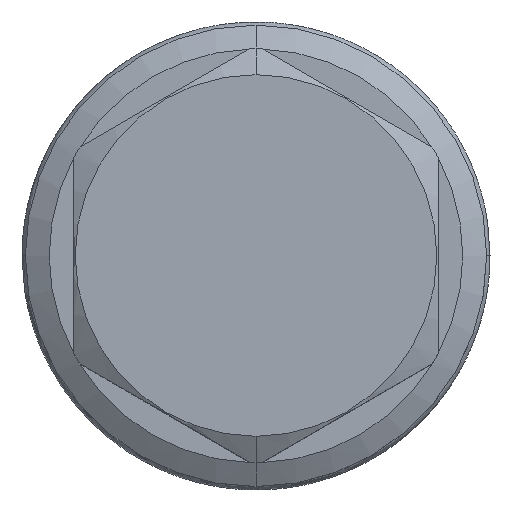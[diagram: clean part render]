
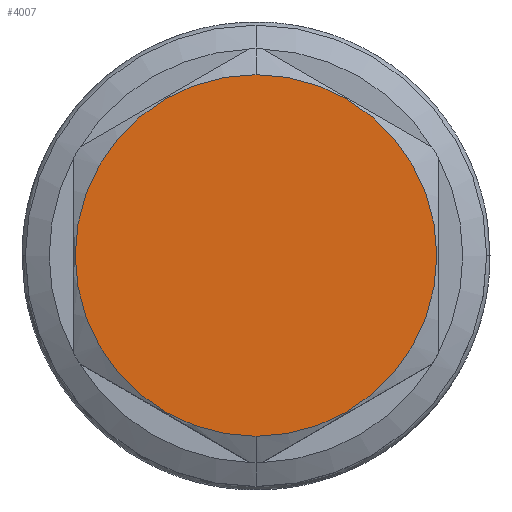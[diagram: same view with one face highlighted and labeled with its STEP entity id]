
A CAD part, top view. The second image highlights one B-rep face of the part: STEP entity #4007.
In plain terms, the highlighted planar face has unit normal (0, 0, 1).
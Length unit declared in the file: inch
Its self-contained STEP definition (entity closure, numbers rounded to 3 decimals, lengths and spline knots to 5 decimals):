
#1345=CARTESIAN_POINT('',(0.,0.,4.811));
#1346=DIRECTION('',(0.,0.,1.));
#1347=DIRECTION('',(0.,-1.,0.));
#1348=AXIS2_PLACEMENT_3D('',#1345,#1346,#1347);
#1350=CARTESIAN_POINT('',(0.,0.,4.811));
#1351=DIRECTION('',(0.,0.,1.));
#1352=DIRECTION('',(0.,1.,0.));
#1353=AXIS2_PLACEMENT_3D('',#1350,#1351,#1352);
#1881=CARTESIAN_POINT('',(0.,-0.807,4.811));
#1882=CARTESIAN_POINT('',(0.,0.807,4.811));
#1883=VERTEX_POINT('',#1881);
#1884=VERTEX_POINT('',#1882);
#3998=CARTESIAN_POINT('',(0.,0.,4.811));
#3999=DIRECTION('',(0.,0.,1.));
#4000=DIRECTION('',(0.,1.,0.));
#4001=AXIS2_PLACEMENT_3D('',#3998,#3999,#4000);
#4002=PLANE('',#4001);
#4003=ORIENTED_EDGE('',*,*,#3768,.F.);
#4004=ORIENTED_EDGE('',*,*,#3989,.F.);
#4005=EDGE_LOOP('',(#4003,#4004));
#4006=FACE_OUTER_BOUND('',#4005,.F.);
#4007=ADVANCED_FACE('',(#4006),#4002,.T.);
#1349=CIRCLE('',#1348,0.807);
#1354=CIRCLE('',#1353,0.807);
#3768=EDGE_CURVE('',#1883,#1884,#1349,.T.);
#3989=EDGE_CURVE('',#1884,#1883,#1354,.T.);
